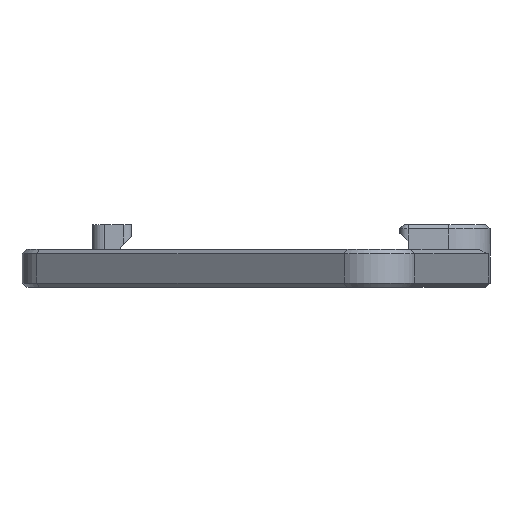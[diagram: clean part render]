
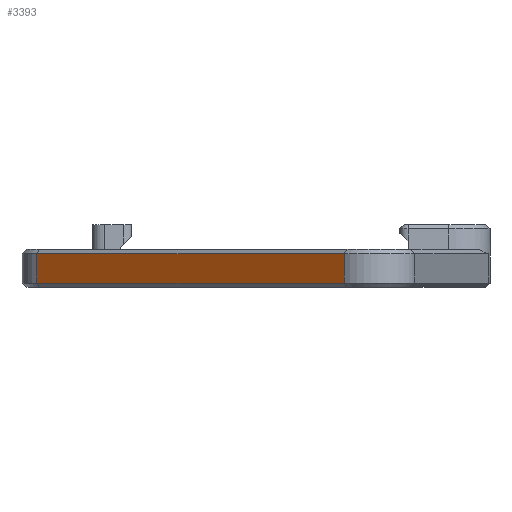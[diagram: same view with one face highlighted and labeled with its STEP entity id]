
A CAD part, left-side view. The second image highlights one B-rep face of the part: STEP entity #3393.
In plain terms, the highlighted planar face has unit normal (-0.767, 0.642, 0).
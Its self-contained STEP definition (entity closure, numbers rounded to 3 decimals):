
#91=PLANE('',#3695);
#277=FACE_OUTER_BOUND('',#492,.T.);
#492=EDGE_LOOP('',(#2657,#2658,#2659,#2660));
#698=LINE('',#5229,#1047);
#785=LINE('',#5443,#1134);
#787=LINE('',#5449,#1136);
#788=LINE('',#5451,#1137);
#1047=VECTOR('',#4117,10.);
#1134=VECTOR('',#4356,10.);
#1136=VECTOR('',#4366,10.);
#1137=VECTOR('',#4369,10.);
#1574=VERTEX_POINT('',#5223);
#1575=VERTEX_POINT('',#5227);
#1625=VERTEX_POINT('',#5437);
#1626=VERTEX_POINT('',#5441);
#1889=EDGE_CURVE('',#1575,#1574,#698,.T.);
#1998=EDGE_CURVE('',#1625,#1626,#785,.T.);
#2001=EDGE_CURVE('',#1575,#1626,#787,.T.);
#2002=EDGE_CURVE('',#1574,#1625,#788,.T.);
#2657=ORIENTED_EDGE('',*,*,#1889,.F.);
#2658=ORIENTED_EDGE('',*,*,#2001,.T.);
#2659=ORIENTED_EDGE('',*,*,#1998,.F.);
#2660=ORIENTED_EDGE('',*,*,#2002,.F.);
#3393=ADVANCED_FACE('',(#277),#91,.T.);
#3695=AXIS2_PLACEMENT_3D('',#5450,#4367,#4368);
#4117=DIRECTION('',(0.642,0.767,0.));
#4356=DIRECTION('',(-0.642,-0.767,0.));
#4366=DIRECTION('',(0.,0.,1.));
#4367=DIRECTION('center_axis',(-0.767,0.642,0.));
#4368=DIRECTION('ref_axis',(-0.642,-0.767,0.));
#4369=DIRECTION('',(0.,0.,1.));
#5223=CARTESIAN_POINT('',(155.264,134.659,-53.696));
#5227=CARTESIAN_POINT('',(123.959,97.262,-53.696));
#5229=CARTESIAN_POINT('',(150.317,128.749,-53.696));
#5437=CARTESIAN_POINT('',(155.264,134.659,-50.096));
#5441=CARTESIAN_POINT('',(123.959,97.262,-50.096));
#5443=CARTESIAN_POINT('',(140.047,116.481,-50.096));
#5449=CARTESIAN_POINT('',(123.959,97.262,-54.196));
#5450=CARTESIAN_POINT('Origin',(155.264,134.659,-54.196));
#5451=CARTESIAN_POINT('',(155.264,134.659,-49.596));
